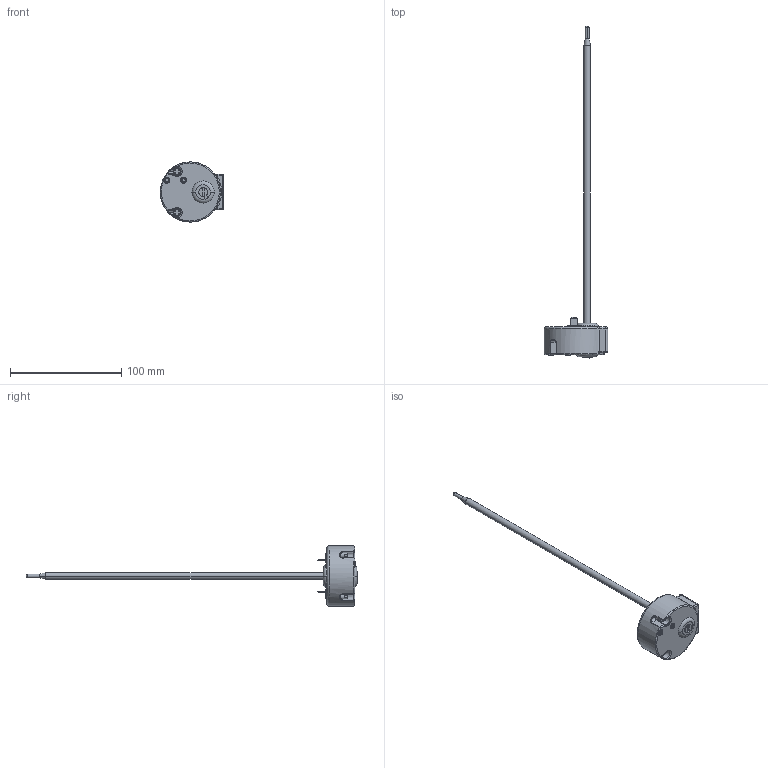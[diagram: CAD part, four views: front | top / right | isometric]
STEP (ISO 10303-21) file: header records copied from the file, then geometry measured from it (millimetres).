
FILE_DESCRIPTION((''),'2;1');
FILE_NAME('THERMOSTST2','2024-09-17T11:57:38',('hasan'),(''),'CREO PARAMETRIC BY PTC INC, 2024063','CREO PARAMETRIC BY PTC INC, 2024063','');
FILE_SCHEMA(('CONFIG_CONTROL_DESIGN'));
Length unit declared in the file: millimetre
Products named in the file (1): THERMOSTST2
Bounding box: 56.98 x 298 x 53.99 mm (x, y, z)
Volume: 66808.3 mm3; surface area: 16239.3 mm2
Topology: 1 solids, 1 shells, 248 faces, 580 edges, 347 vertices
Faces by surface type: plane 109, cylinder 62, bspline 42, torus 29, cone 4, sphere 2
Entity records: 8914 total; most frequent: CARTESIAN_POINT 3349, ORIENTED_EDGE 1160, DIRECTION 1158, EDGE_CURVE 580, AXIS2_PLACEMENT_3D 440, VERTEX_POINT 347, VECTOR 278, LINE 278
